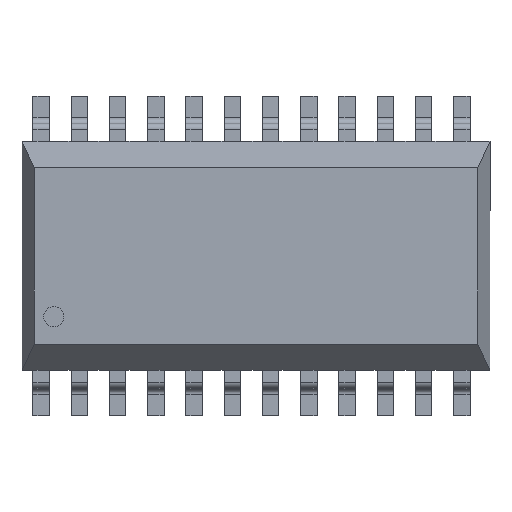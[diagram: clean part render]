
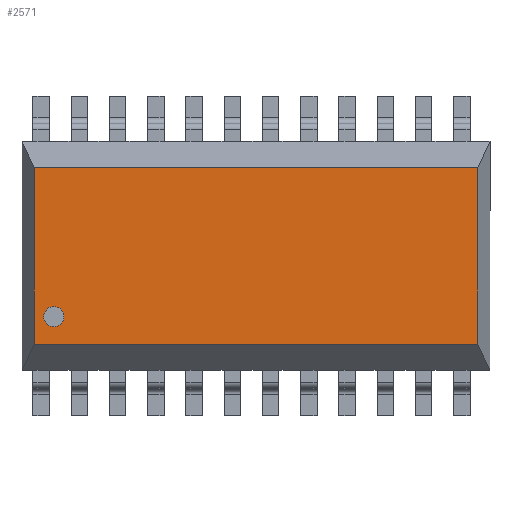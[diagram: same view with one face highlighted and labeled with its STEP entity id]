
A CAD part, top view. The second image highlights one B-rep face of the part: STEP entity #2571.
In plain terms, the highlighted planar face has unit normal (0, 0, 1).
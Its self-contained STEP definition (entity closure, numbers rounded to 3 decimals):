
#20 = CIRCLE ( 'NONE', #21, 0.338 ) ;
#21 = AXIS2_PLACEMENT_3D ( 'NONE', #9532, #9539, #9541 ) ;
#181 = AXIS2_PLACEMENT_3D ( 'NONE', #6490, #6491, #6492 ) ;
#1162 = CIRCLE ( 'NONE', #1171, 0.338 ) ;
#1171 = AXIS2_PLACEMENT_3D ( 'NONE', #9337, #9338, #9339 ) ;
#1172 = VECTOR ( 'NONE', #9341, 1000. ) ;
#1173 = VECTOR ( 'NONE', #9343, 1000. ) ;
#1174 = VECTOR ( 'NONE', #9345, 1000. ) ;
#1175 = VECTOR ( 'NONE', #9347, 1000. ) ;
#1513 = EDGE_LOOP ( 'NONE', ( #4758, #4759 ) ) ;
#1517 = EDGE_LOOP ( 'NONE', ( #4756, #4761, #4760, #4762 ) ) ;
#1842 = EDGE_CURVE ( 'NONE', #3435, #3445, #20, .T. ) ;
#1982 = VERTEX_POINT ( 'NONE', #5935 ) ;
#2023 = VERTEX_POINT ( 'NONE', #5976 ) ;
#2032 = VERTEX_POINT ( 'NONE', #5985 ) ;
#2413 = VERTEX_POINT ( 'NONE', #6076 ) ;
#2571 = ADVANCED_FACE ( 'NONE', ( #5740, #5741 ), #6489, .T. ) ;
#3435 = VERTEX_POINT ( 'NONE', #8181 ) ;
#3445 = VERTEX_POINT ( 'NONE', #8191 ) ;
#3981 = EDGE_CURVE ( 'NONE', #3445, #3435, #1162, .T. ) ;
#3982 = EDGE_CURVE ( 'NONE', #2023, #1982, #9792, .T. ) ;
#3983 = EDGE_CURVE ( 'NONE', #2032, #2023, #9793, .T. ) ;
#3984 = EDGE_CURVE ( 'NONE', #1982, #2413, #9794, .T. ) ;
#3985 = EDGE_CURVE ( 'NONE', #2413, #2032, #9795, .T. ) ;
#4756 = ORIENTED_EDGE ( 'NONE', *, *, #3983, .T. ) ;
#4758 = ORIENTED_EDGE ( 'NONE', *, *, #3981, .F. ) ;
#4759 = ORIENTED_EDGE ( 'NONE', *, *, #1842, .F. ) ;
#4760 = ORIENTED_EDGE ( 'NONE', *, *, #3984, .T. ) ;
#4761 = ORIENTED_EDGE ( 'NONE', *, *, #3982, .T. ) ;
#4762 = ORIENTED_EDGE ( 'NONE', *, *, #3985, .T. ) ;
#5740 = FACE_BOUND ( 'NONE', #1513, .T. ) ;
#5741 = FACE_OUTER_BOUND ( 'NONE', #1517, .T. ) ;
#5935 = CARTESIAN_POINT ( 'NONE',  ( 0.402, 0.866, 2.7 ) ) ;
#5976 = CARTESIAN_POINT ( 'NONE',  ( 0.402, 6.734, 2.7 ) ) ;
#5985 = CARTESIAN_POINT ( 'NONE',  ( 15.138, 6.734, 2.7 ) ) ;
#6076 = CARTESIAN_POINT ( 'NONE',  ( 15.138, 0.866, 2.7 ) ) ;
#6489 = PLANE ( 'NONE',  #181 ) ;
#6490 = CARTESIAN_POINT ( 'NONE',  ( 7.419, -10.535, 2.7 ) ) ;
#6491 = DIRECTION ( 'NONE',  ( 0., 0., 1. ) ) ;
#6492 = DIRECTION ( 'NONE',  ( 1., 0., 0. ) ) ;
#8181 = CARTESIAN_POINT ( 'NONE',  ( 0.719, 1.783, 2.7 ) ) ;
#8191 = CARTESIAN_POINT ( 'NONE',  ( 1.394, 1.783, 2.7 ) ) ;
#9337 = CARTESIAN_POINT ( 'NONE',  ( 1.056, 1.783, 2.7 ) ) ;
#9338 = DIRECTION ( 'NONE',  ( 0., 0., 1. ) ) ;
#9339 = DIRECTION ( 'NONE',  ( 1., 0., 0. ) ) ;
#9340 = CARTESIAN_POINT ( 'NONE',  ( 0.402, 0.866, 2.7 ) ) ;
#9341 = DIRECTION ( 'NONE',  ( 0., -1., 0. ) ) ;
#9342 = CARTESIAN_POINT ( 'NONE',  ( 0., 6.734, 2.7 ) ) ;
#9343 = DIRECTION ( 'NONE',  ( -1., 0., 0. ) ) ;
#9344 = CARTESIAN_POINT ( 'NONE',  ( 15.54, 0.866, 2.7 ) ) ;
#9345 = DIRECTION ( 'NONE',  ( 1., 0., 0. ) ) ;
#9346 = CARTESIAN_POINT ( 'NONE',  ( 15.138, 6.734, 2.7 ) ) ;
#9347 = DIRECTION ( 'NONE',  ( 0., 1., 0. ) ) ;
#9532 = CARTESIAN_POINT ( 'NONE',  ( 1.056, 1.783, 2.7 ) ) ;
#9539 = DIRECTION ( 'NONE',  ( 0., 0., 1. ) ) ;
#9541 = DIRECTION ( 'NONE',  ( 1., 0., 0. ) ) ;
#9792 = LINE ( 'NONE', #9340, #1172 ) ;
#9793 = LINE ( 'NONE', #9342, #1173 ) ;
#9794 = LINE ( 'NONE', #9344, #1174 ) ;
#9795 = LINE ( 'NONE', #9346, #1175 ) ;
